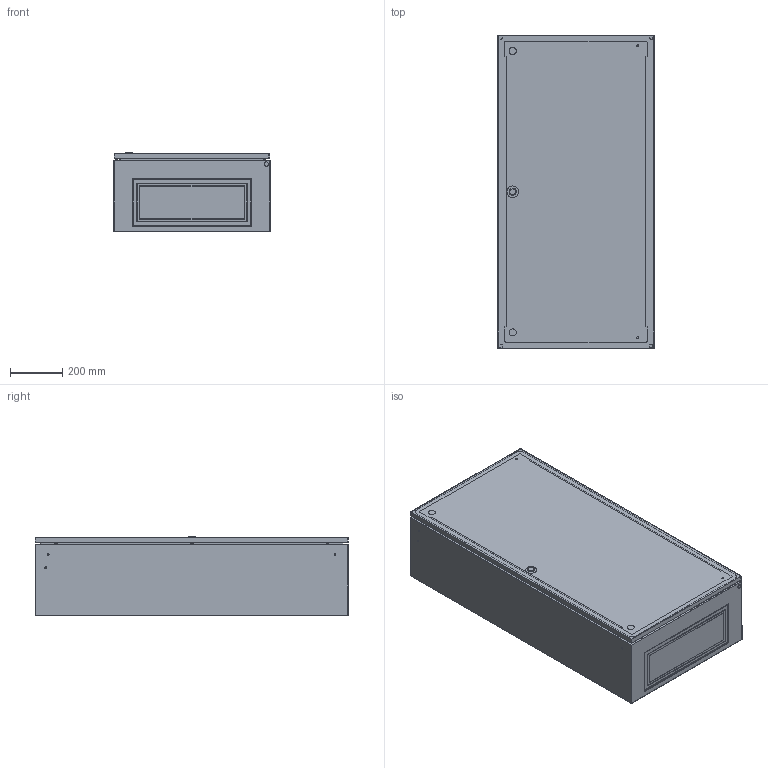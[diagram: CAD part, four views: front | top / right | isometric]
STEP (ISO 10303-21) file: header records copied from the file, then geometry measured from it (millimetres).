
FILE_DESCRIPTION (( 'STEP AP214' ), '1' );
FILE_NAME ('TI5-10-N-120-060-030-66.STEP', '2023-05-10T10:13:05', ( '' ), ( '' ), 'SwSTEP 2.0', 'SolidWorks 2022', '' );
FILE_SCHEMA (( 'AUTOMOTIVE_DESIGN' ));
Length unit declared in the file: millimetre
Products named in the file (5): TI5-10-N-120-060-030-66; Дверь_1200x600; Панель_1200х600; Оболочка_1200х600х300; Крышка_450х175
Assembly tree (4 placements, depth 2):
  TI5-10-N-120-060-030-66
    Оболочка_1200х600х300
    Дверь_1200x600
    Крышка_450х175
    Панель_1200х600
Bounding box: 600 x 1202 x 304.1 mm (x, y, z)
Volume: 4637617.9 mm3; surface area: 6904554.5 mm2
Topology: 4 solids, 4 shells, 453 faces, 1148 edges, 747 vertices
Faces by surface type: plane 241, cylinder 194, torus 10, cone 8
Entity records: 14474 total; most frequent: CARTESIAN_POINT 2751, DIRECTION 2462, ORIENTED_EDGE 2296, EDGE_CURVE 1148, AXIS2_PLACEMENT_3D 866, VERTEX_POINT 747, LINE 730, VECTOR 730
